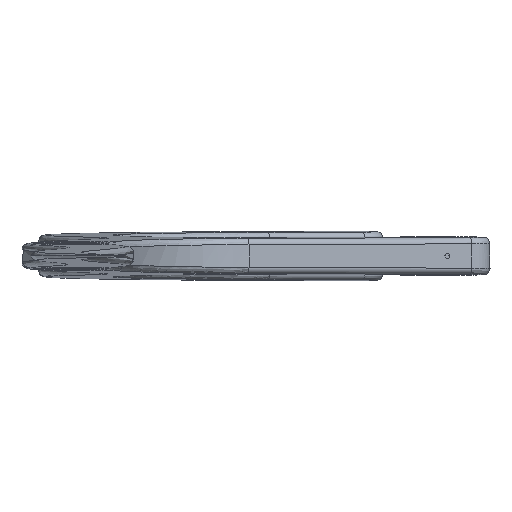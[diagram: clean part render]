
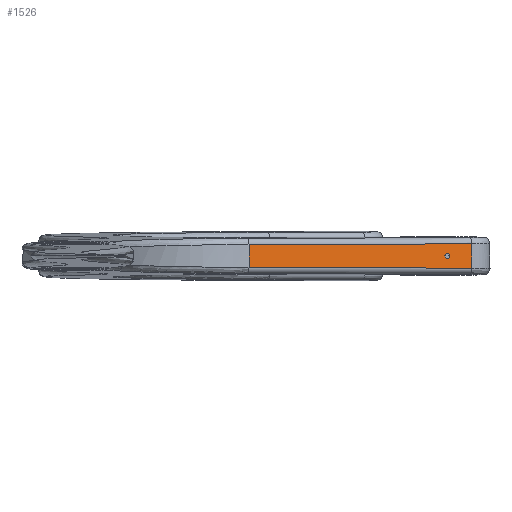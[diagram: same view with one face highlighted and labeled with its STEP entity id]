
A CAD part, front view. The second image highlights one B-rep face of the part: STEP entity #1526.
In plain terms, the highlighted free-form (B-spline) face has degree [1, 1] with [2, 2] control points.
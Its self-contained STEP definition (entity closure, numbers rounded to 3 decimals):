
#1124 = VERTEX_POINT('',#1125);
#1125 = CARTESIAN_POINT('',(12.322,55.473,0.));
#1143 = VERTEX_POINT('',#1144);
#1144 = CARTESIAN_POINT('',(12.524,55.525,
    0.));
#1149 = EDGE_CURVE('',#1143,#1124,#1150,.T.);
#1150 = ( BOUNDED_CURVE() B_SPLINE_CURVE(2,(#1151,#1152,#1153,#1154,
#1155),.UNSPECIFIED.,.F.,.F.) B_SPLINE_CURVE_WITH_KNOTS((3,2,3),(
    3.142,4.712,6.283),
.PIECEWISE_BEZIER_KNOTS.) CURVE() GEOMETRIC_REPRESENTATION_ITEM() 
RATIONAL_B_SPLINE_CURVE((1.,0.707,1.,0.707,1.)) 
REPRESENTATION_ITEM('') );
#1151 = CARTESIAN_POINT('',(12.524,55.525,
    0.));
#1152 = CARTESIAN_POINT('',(12.524,55.525,
    -0.104));
#1153 = CARTESIAN_POINT('',(12.423,55.499,
    -0.104));
#1154 = CARTESIAN_POINT('',(12.322,55.473,
    -0.104));
#1155 = CARTESIAN_POINT('',(12.322,55.473,
    0.));
#1417 = EDGE_CURVE('',#1418,#1420,#1422,.T.);
#1418 = VERTEX_POINT('',#1419);
#1419 = CARTESIAN_POINT('',(4.081,53.313,
    0.478));
#1420 = VERTEX_POINT('',#1421);
#1421 = CARTESIAN_POINT('',(4.081,53.313,
    -0.478));
#1422 = B_SPLINE_CURVE_WITH_KNOTS('',1,(#1423,#1424),.UNSPECIFIED.,.F.,
  .F.,(2,2),(0.542,1.458),.PIECEWISE_BEZIER_KNOTS.);
#1423 = CARTESIAN_POINT('',(4.081,53.313,
    0.478));
#1424 = CARTESIAN_POINT('',(4.081,53.313,
    -0.478));
#1526 = ADVANCED_FACE('',(#1527,#1538),#1560,.F.);
#1527 = FACE_BOUND('',#1528,.T.);
#1528 = EDGE_LOOP('',(#1529,#1537));
#1529 = ORIENTED_EDGE('',*,*,#1530,.T.);
#1530 = EDGE_CURVE('',#1124,#1143,#1531,.T.);
#1531 = ( BOUNDED_CURVE() B_SPLINE_CURVE(2,(#1532,#1533,#1534,#1535,
#1536),.UNSPECIFIED.,.F.,.F.) B_SPLINE_CURVE_WITH_KNOTS((3,2,3),(0.,
1.571,3.142),.PIECEWISE_BEZIER_KNOTS.) CURVE() 
GEOMETRIC_REPRESENTATION_ITEM() RATIONAL_B_SPLINE_CURVE((1.,
0.707,1.,0.707,1.)) REPRESENTATION_ITEM('') );
#1532 = CARTESIAN_POINT('',(12.322,55.473,0.));
#1533 = CARTESIAN_POINT('',(12.322,55.473,
    0.104));
#1534 = CARTESIAN_POINT('',(12.423,55.499,
    0.104));
#1535 = CARTESIAN_POINT('',(12.524,55.525,
    0.104));
#1536 = CARTESIAN_POINT('',(12.524,55.525,
    0.));
#1537 = ORIENTED_EDGE('',*,*,#1149,.T.);
#1538 = FACE_BOUND('',#1539,.T.);
#1539 = EDGE_LOOP('',(#1540,#1541,#1548,#1555));
#1540 = ORIENTED_EDGE('',*,*,#1417,.T.);
#1541 = ORIENTED_EDGE('',*,*,#1542,.T.);
#1542 = EDGE_CURVE('',#1420,#1543,#1545,.T.);
#1543 = VERTEX_POINT('',#1544);
#1544 = CARTESIAN_POINT('',(13.433,55.764,
    -0.511));
#1545 = B_SPLINE_CURVE_WITH_KNOTS('',1,(#1546,#1547),.UNSPECIFIED.,.F.,
  .F.,(2,2),(-9.259,-0.001),
  .PIECEWISE_BEZIER_KNOTS.);
#1546 = CARTESIAN_POINT('',(4.081,53.313,
    -0.478));
#1547 = CARTESIAN_POINT('',(13.433,55.764,
    -0.511));
#1548 = ORIENTED_EDGE('',*,*,#1549,.F.);
#1549 = EDGE_CURVE('',#1550,#1543,#1552,.T.);
#1550 = VERTEX_POINT('',#1551);
#1551 = CARTESIAN_POINT('',(13.433,55.764,
    0.511));
#1552 = B_SPLINE_CURVE_WITH_KNOTS('',1,(#1553,#1554),.UNSPECIFIED.,.F.,
  .F.,(2,2),(0.51,1.49),.PIECEWISE_BEZIER_KNOTS.);
#1553 = CARTESIAN_POINT('',(13.433,55.764,
    0.511));
#1554 = CARTESIAN_POINT('',(13.433,55.764,
    -0.511));
#1555 = ORIENTED_EDGE('',*,*,#1556,.T.);
#1556 = EDGE_CURVE('',#1550,#1418,#1557,.T.);
#1557 = B_SPLINE_CURVE_WITH_KNOTS('',1,(#1558,#1559),.UNSPECIFIED.,.F.,
  .F.,(2,2),(-9.257,0.001),
  .PIECEWISE_BEZIER_KNOTS.);
#1558 = CARTESIAN_POINT('',(13.433,55.764,
    0.511));
#1559 = CARTESIAN_POINT('',(4.081,53.313,
    0.478));
#1560 = B_SPLINE_SURFACE_WITH_KNOTS('',1,1,(
    (#1561,#1562)
    ,(#1563,#1564
    )),.UNSPECIFIED.,.F.,.F.,.F.,(2,2),(2,2),(0.,
    9.258),(-1.49,-0.51),
  .PIECEWISE_BEZIER_KNOTS.);
#1561 = CARTESIAN_POINT('',(13.433,55.764,
    -0.511));
#1562 = CARTESIAN_POINT('',(13.433,55.764,
    0.511));
#1563 = CARTESIAN_POINT('',(4.081,53.313,
    -0.511));
#1564 = CARTESIAN_POINT('',(4.081,53.313,0.511
    ));
